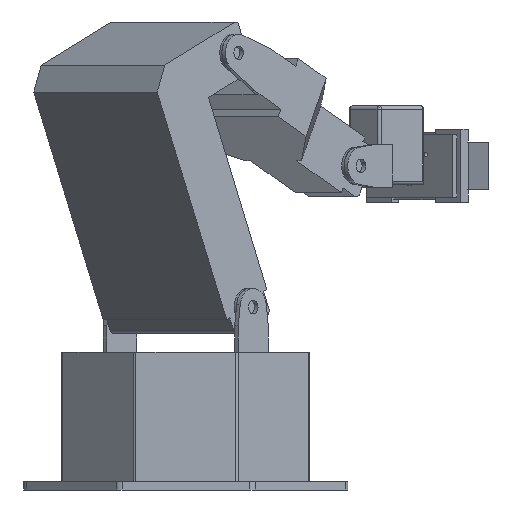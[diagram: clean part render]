
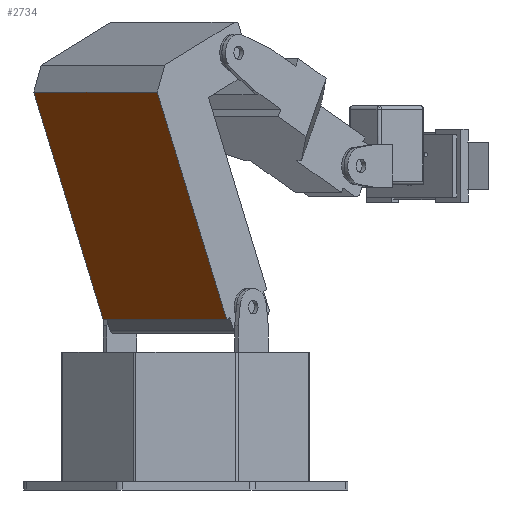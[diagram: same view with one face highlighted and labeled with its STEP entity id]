
A CAD part, left-side view. The second image highlights one B-rep face of the part: STEP entity #2734.
In plain terms, the highlighted face is planar.
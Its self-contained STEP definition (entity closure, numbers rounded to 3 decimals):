
#2389=CARTESIAN_POINT('',(-141.296,-46.377,51.));
#2390=VERTEX_POINT('',#2389);
#2397=CARTESIAN_POINT('',(4.732,-46.377,51.));
#2398=VERTEX_POINT('',#2397);
#2399=CARTESIAN_POINT('',(4.732,-46.377,51.));
#2400=DIRECTION('',(-1.0,0.0,0.0));
#2401=VECTOR('',#2400,146.028);
#2402=LINE('',#2399,#2401);
#2403=EDGE_CURVE('',#2398,#2390,#2402,.T.);
#2527=CARTESIAN_POINT('',(4.732,-46.377,-51.));
#2528=VERTEX_POINT('',#2527);
#2535=CARTESIAN_POINT('',(-141.296,-46.377,-51.));
#2536=VERTEX_POINT('',#2535);
#2537=CARTESIAN_POINT('',(-141.296,-46.377,-51.));
#2538=DIRECTION('',(1.0,0.0,0.0));
#2539=VECTOR('',#2538,146.028);
#2540=LINE('',#2537,#2539);
#2541=EDGE_CURVE('',#2536,#2528,#2540,.T.);
#2707=CARTESIAN_POINT('',(4.732,-46.377,-51.));
#2708=DIRECTION('',(0.0,0.0,1.0));
#2709=VECTOR('',#2708,102.);
#2710=LINE('',#2707,#2709);
#2711=EDGE_CURVE('',#2528,#2398,#2710,.T.);
#2718=CARTESIAN_POINT('',(-70.282,-46.377,0.0));
#2719=DIRECTION('',(0.0,-1.0,0.0));
#2720=DIRECTION('',(0.0,0.0,-1.0));
#2721=AXIS2_PLACEMENT_3D('',#2718,#2719,#2720);
#2722=PLANE('',#2721);
#2723=ORIENTED_EDGE('',*,*,#2403,.T.);
#2724=CARTESIAN_POINT('',(-141.296,-46.377,-51.));
#2725=DIRECTION('',(0.0,0.0,1.0));
#2726=VECTOR('',#2725,102.);
#2727=LINE('',#2724,#2726);
#2728=EDGE_CURVE('',#2536,#2390,#2727,.T.);
#2729=ORIENTED_EDGE('',*,*,#2728,.F.);
#2730=ORIENTED_EDGE('',*,*,#2541,.T.);
#2731=ORIENTED_EDGE('',*,*,#2711,.T.);
#2732=EDGE_LOOP('',(#2723,#2729,#2730,#2731));
#2733=FACE_OUTER_BOUND('',#2732,.T.);
#2734=ADVANCED_FACE('',(#2733),#2722,.T.);
